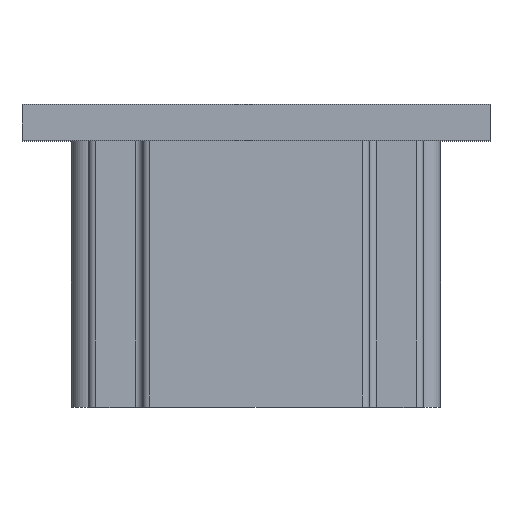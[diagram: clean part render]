
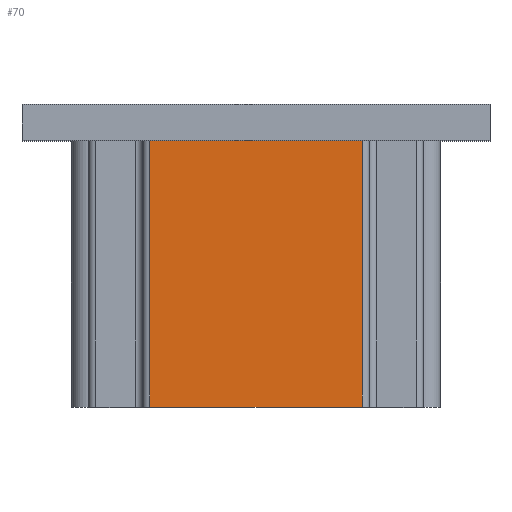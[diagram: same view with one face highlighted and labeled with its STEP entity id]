
A CAD part, top view. The second image highlights one B-rep face of the part: STEP entity #70.
In plain terms, the highlighted planar face has unit normal (0, 0, 1).
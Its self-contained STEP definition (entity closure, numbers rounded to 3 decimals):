
#70 = ADVANCED_FACE( '', ( #173 ), #174, .T. );
#173 = FACE_OUTER_BOUND( '', #310, .T. );
#174 = PLANE( '', #311 );
#310 = EDGE_LOOP( '', ( #451, #452, #453, #454 ) );
#311 = AXIS2_PLACEMENT_3D( '', #455, #456, #457 );
#451 = ORIENTED_EDGE( '', *, *, #845, .F. );
#452 = ORIENTED_EDGE( '', *, *, #846, .F. );
#453 = ORIENTED_EDGE( '', *, *, #847, .T. );
#454 = ORIENTED_EDGE( '', *, *, #836, .T. );
#455 = CARTESIAN_POINT( '', ( -2.95, -7.4, 4. ) );
#456 = DIRECTION( '', ( 0., 0., 1. ) );
#457 = DIRECTION( '', ( 1., 0., 0. ) );
#836 = EDGE_CURVE( '', #996, #993, #997, .T. );
#845 = EDGE_CURVE( '', #1011, #993, #1012, .T. );
#846 = EDGE_CURVE( '', #1013, #1011, #1014, .T. );
#847 = EDGE_CURVE( '', #1013, #996, #1015, .T. );
#993 = VERTEX_POINT( '', #1229 );
#996 = VERTEX_POINT( '', #1232 );
#997 = LINE( '', #1233, #1234 );
#1011 = VERTEX_POINT( '', #1253 );
#1012 = LINE( '', #1254, #1255 );
#1013 = VERTEX_POINT( '', #1256 );
#1014 = LINE( '', #1257, #1258 );
#1015 = LINE( '', #1259, #1260 );
#1229 = CARTESIAN_POINT( '', ( 2.95, 0., 4. ) );
#1232 = CARTESIAN_POINT( '', ( 2.95, -7.4, 4. ) );
#1233 = CARTESIAN_POINT( '', ( 2.95, -7.4, 4. ) );
#1234 = VECTOR( '', #1557, 1000. );
#1253 = CARTESIAN_POINT( '', ( -2.95, 0., 4. ) );
#1254 = CARTESIAN_POINT( '', ( -2.95, 0., 4. ) );
#1255 = VECTOR( '', #1566, 1000. );
#1256 = CARTESIAN_POINT( '', ( -2.95, -7.4, 4. ) );
#1257 = CARTESIAN_POINT( '', ( -2.95, -7.4, 4. ) );
#1258 = VECTOR( '', #1567, 1000. );
#1259 = CARTESIAN_POINT( '', ( -2.95, -7.4, 4. ) );
#1260 = VECTOR( '', #1568, 1000. );
#1557 = DIRECTION( '', ( 0., 1., 0. ) );
#1566 = DIRECTION( '', ( 1., 0., 0. ) );
#1567 = DIRECTION( '', ( 0., 1., 0. ) );
#1568 = DIRECTION( '', ( 1., 0., 0. ) );
